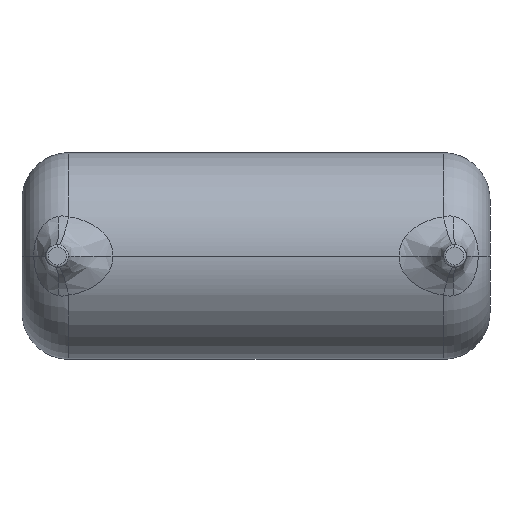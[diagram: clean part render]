
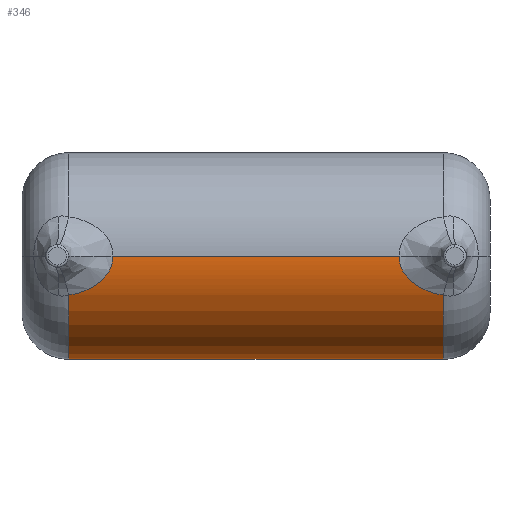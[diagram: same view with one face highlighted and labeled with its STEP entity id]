
A CAD part, front view. The second image highlights one B-rep face of the part: STEP entity #346.
In plain terms, the highlighted cylindrical face has radius 4.55 mm (diameter 9.1 mm), a partial arc.
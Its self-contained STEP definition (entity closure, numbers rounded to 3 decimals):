
#16 = CARTESIAN_POINT ( 'NONE',  ( -7.131, 1.702, -1.342 ) ) ;
#40 = CARTESIAN_POINT ( 'NONE',  ( -6.534, 1.567, -0.786 ) ) ;
#156 = CARTESIAN_POINT ( 'NONE',  ( -8.004, 1.825, -1.689 ) ) ;
#157 = VERTEX_POINT ( 'NONE', #636 ) ;
#190 = VERTEX_POINT ( 'NONE', #551 ) ;
#193 = CARTESIAN_POINT ( 'NONE',  ( -6.605, 1.585, -0.882 ) ) ;
#209 = CYLINDRICAL_SURFACE ( 'NONE', #881, 4.55 ) ;
#216 = ORIENTED_EDGE ( 'NONE', *, *, #924, .T. ) ;
#228 = CARTESIAN_POINT ( 'NONE',  ( 7.032, 1.682, -1.278 ) ) ;
#236 = AXIS2_PLACEMENT_3D ( 'NONE', #1703, #683, #420 ) ;
#237 = CARTESIAN_POINT ( 'NONE',  ( 6.36, 1.52, -0.478 ) ) ;
#243 = VERTEX_POINT ( 'NONE', #446 ) ;
#256 = DIRECTION ( 'NONE',  ( -1., 0., 0. ) ) ;
#264 = CARTESIAN_POINT ( 'NONE',  ( 6.534, 1.567, -0.786 ) ) ;
#266 = LINE ( 'NONE', #989, #554 ) ;
#346 = ADVANCED_FACE ( 'NONE', ( #1465 ), #209, .T. ) ;
#381 = CARTESIAN_POINT ( 'NONE',  ( 6.847, 1.643, -1.135 ) ) ;
#420 = DIRECTION ( 'NONE',  ( 0., -1., 0. ) ) ;
#446 = CARTESIAN_POINT ( 'NONE',  ( 6.292, 1.5, 0. ) ) ;
#458 = EDGE_CURVE ( 'NONE', #190, #243, #896, .T. ) ;
#473 = CARTESIAN_POINT ( 'NONE',  ( -6.761, 1.623, -1.056 ) ) ;
#522 = CARTESIAN_POINT ( 'NONE',  ( 7.772, 1.801, -1.631 ) ) ;
#551 = CARTESIAN_POINT ( 'NONE',  ( 8.24, 1.839, -1.724 ) ) ;
#554 = VECTOR ( 'NONE', #256, 1000. ) ;
#573 = CARTESIAN_POINT ( 'NONE',  ( -7.032, 1.682, -1.278 ) ) ;
#588 = ORIENTED_EDGE ( 'NONE', *, *, #458, .T. ) ;
#636 = CARTESIAN_POINT ( 'NONE',  ( -8.24, 1.839, -1.724 ) ) ;
#642 = DIRECTION ( 'NONE',  ( 1., 0., 0. ) ) ;
#645 = CARTESIAN_POINT ( 'NONE',  ( 8.24, 6.05, 0. ) ) ;
#654 = CARTESIAN_POINT ( 'NONE',  ( 8.24, 6.05, -4.55 ) ) ;
#658 = B_SPLINE_CURVE_WITH_KNOTS ( 'NONE', 3,
 ( #1423, #156, #1835, #1693, #1274, #16, #573, #728, #473, #193, #40, #1301, #1733, #901 ),
 .UNSPECIFIED., .F., .F.,
 ( 4, 2, 2, 2, 2, 2, 4 ),
 ( 0., 0.001, 0.001, 0.001, 0.002, 0.002, 0.003 ),
 .UNSPECIFIED. ) ;
#674 = EDGE_CURVE ( 'NONE', #1455, #157, #1651, .T. ) ;
#683 = DIRECTION ( 'NONE',  ( -1., 0., 0. ) ) ;
#728 = CARTESIAN_POINT ( 'NONE',  ( -6.847, 1.643, -1.135 ) ) ;
#814 = CARTESIAN_POINT ( 'NONE',  ( 7.443, 1.755, -1.504 ) ) ;
#827 = CARTESIAN_POINT ( 'NONE',  ( -6.292, 1.5, 0. ) ) ;
#839 = EDGE_LOOP ( 'NONE', ( #216, #588, #1016, #879, #1412, #1619 ) ) ;
#867 = VERTEX_POINT ( 'NONE', #654 ) ;
#879 = ORIENTED_EDGE ( 'NONE', *, *, #1110, .F. ) ;
#881 = AXIS2_PLACEMENT_3D ( 'NONE', #1325, #642, #1475 ) ;
#896 = B_SPLINE_CURVE_WITH_KNOTS ( 'NONE', 3,
 ( #1225, #1211, #522, #814, #949, #1649, #228, #381, #1099, #1809, #264, #237, #1522, #943 ),
 .UNSPECIFIED., .F., .F.,
 ( 4, 2, 2, 2, 2, 2, 4 ),
 ( 0., 0.001, 0.001, 0.001, 0.002, 0.002, 0.003 ),
 .UNSPECIFIED. ) ;
#901 = CARTESIAN_POINT ( 'NONE',  ( -6.292, 1.5, 0. ) ) ;
#924 = EDGE_CURVE ( 'NONE', #867, #190, #1376, .T. ) ;
#943 = CARTESIAN_POINT ( 'NONE',  ( 6.292, 1.5, 0. ) ) ;
#949 = CARTESIAN_POINT ( 'NONE',  ( 7.337, 1.738, -1.455 ) ) ;
#989 = CARTESIAN_POINT ( 'NONE',  ( 0., 1.5, 0. ) ) ;
#1016 = ORIENTED_EDGE ( 'NONE', *, *, #1516, .T. ) ;
#1067 = DIRECTION ( 'NONE',  ( -1., 0., 0. ) ) ;
#1099 = CARTESIAN_POINT ( 'NONE',  ( 6.761, 1.623, -1.056 ) ) ;
#1109 = CARTESIAN_POINT ( 'NONE',  ( -8.24, 6.05, -4.55 ) ) ;
#1110 = EDGE_CURVE ( 'NONE', #157, #1518, #658, .T. ) ;
#1144 = AXIS2_PLACEMENT_3D ( 'NONE', #645, #1067, #1637 ) ;
#1207 = VECTOR ( 'NONE', #1721, 1000. ) ;
#1211 = CARTESIAN_POINT ( 'NONE',  ( 8.004, 1.825, -1.689 ) ) ;
#1225 = CARTESIAN_POINT ( 'NONE',  ( 8.24, 1.839, -1.724 ) ) ;
#1274 = CARTESIAN_POINT ( 'NONE',  ( -7.337, 1.738, -1.455 ) ) ;
#1301 = CARTESIAN_POINT ( 'NONE',  ( -6.36, 1.52, -0.478 ) ) ;
#1324 = CARTESIAN_POINT ( 'NONE',  ( 0., 6.05, -4.55 ) ) ;
#1325 = CARTESIAN_POINT ( 'NONE',  ( 0., 6.05, 0. ) ) ;
#1376 = CIRCLE ( 'NONE', #1144, 4.55 ) ;
#1412 = ORIENTED_EDGE ( 'NONE', *, *, #674, .F. ) ;
#1423 = CARTESIAN_POINT ( 'NONE',  ( -8.24, 1.839, -1.724 ) ) ;
#1455 = VERTEX_POINT ( 'NONE', #1109 ) ;
#1465 = FACE_OUTER_BOUND ( 'NONE', #839, .T. ) ;
#1475 = DIRECTION ( 'NONE',  ( 0., 1., 0. ) ) ;
#1516 = EDGE_CURVE ( 'NONE', #243, #1518, #266, .T. ) ;
#1518 = VERTEX_POINT ( 'NONE', #827 ) ;
#1522 = CARTESIAN_POINT ( 'NONE',  ( 6.292, 1.5, -0.241 ) ) ;
#1594 = EDGE_CURVE ( 'NONE', #867, #1455, #1774, .T. ) ;
#1619 = ORIENTED_EDGE ( 'NONE', *, *, #1594, .F. ) ;
#1637 = DIRECTION ( 'NONE',  ( 0., -1., 0. ) ) ;
#1649 = CARTESIAN_POINT ( 'NONE',  ( 7.131, 1.702, -1.342 ) ) ;
#1651 = CIRCLE ( 'NONE', #236, 4.55 ) ;
#1693 = CARTESIAN_POINT ( 'NONE',  ( -7.443, 1.755, -1.504 ) ) ;
#1703 = CARTESIAN_POINT ( 'NONE',  ( -8.24, 6.05, 0. ) ) ;
#1721 = DIRECTION ( 'NONE',  ( -1., 0., 0. ) ) ;
#1733 = CARTESIAN_POINT ( 'NONE',  ( -6.292, 1.5, -0.241 ) ) ;
#1774 = LINE ( 'NONE', #1324, #1207 ) ;
#1809 = CARTESIAN_POINT ( 'NONE',  ( 6.605, 1.585, -0.882 ) ) ;
#1835 = CARTESIAN_POINT ( 'NONE',  ( -7.772, 1.801, -1.631 ) ) ;
